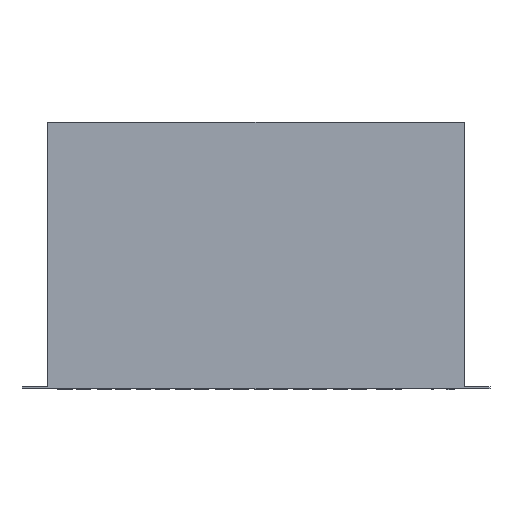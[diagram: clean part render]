
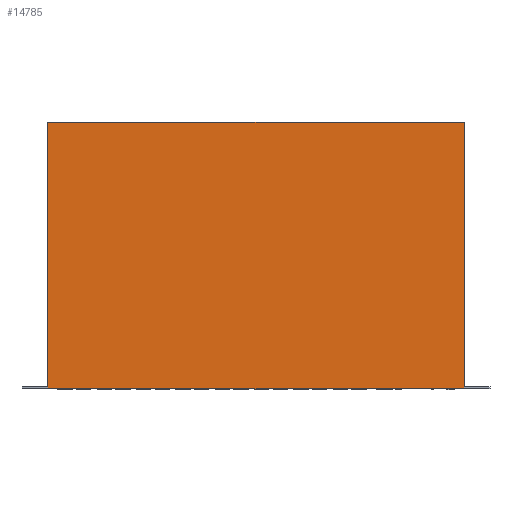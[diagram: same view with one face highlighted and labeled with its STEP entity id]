
A CAD part, front view. The second image highlights one B-rep face of the part: STEP entity #14785.
In plain terms, the highlighted planar face has unit normal (0, -1, 0).
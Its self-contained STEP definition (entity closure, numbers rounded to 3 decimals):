
#372 = VECTOR ( 'NONE', #4159, 1000. ) ;
#426 = CARTESIAN_POINT ( 'NONE',  ( 430., 0., 2. ) ) ;
#479 = CARTESIAN_POINT ( 'NONE',  ( 0., 0., 275. ) ) ;
#587 = CARTESIAN_POINT ( 'NONE',  ( 430., 0., 275. ) ) ;
#673 = LINE ( 'NONE', #587, #372 ) ;
#1292 = EDGE_CURVE ( 'NONE', #3560, #3758, #6007, .T. ) ;
#1395 = CARTESIAN_POINT ( 'NONE',  ( 430., 0., 275. ) ) ;
#2540 = DIRECTION ( 'NONE',  ( 0., 0., -1. ) ) ;
#3560 = VERTEX_POINT ( 'NONE', #3567 ) ;
#3567 = CARTESIAN_POINT ( 'NONE',  ( 0., 0., 0. ) ) ;
#3750 = ORIENTED_EDGE ( 'NONE', *, *, #14190, .F. ) ;
#3758 = VERTEX_POINT ( 'NONE', #6001 ) ;
#3823 = CARTESIAN_POINT ( 'NONE',  ( 430., 0., 275. ) ) ;
#4159 = DIRECTION ( 'NONE',  ( 0., 0., -1. ) ) ;
#4306 = EDGE_CURVE ( 'NONE', #16541, #10435, #14065, .T. ) ;
#4717 = DIRECTION ( 'NONE',  ( 0., 0., -1. ) ) ;
#4963 = VERTEX_POINT ( 'NONE', #426 ) ;
#4975 = DIRECTION ( 'NONE',  ( 0., 1., 0. ) ) ;
#5251 = ORIENTED_EDGE ( 'NONE', *, *, #1292, .T. ) ;
#5710 = VECTOR ( 'NONE', #4717, 1000. ) ;
#5732 = EDGE_CURVE ( 'NONE', #10435, #3560, #15911, .T. ) ;
#6001 = CARTESIAN_POINT ( 'NONE',  ( 430., 0., 0. ) ) ;
#6007 = LINE ( 'NONE', #8932, #16835 ) ;
#6013 = VECTOR ( 'NONE', #13890, 1000. ) ;
#7431 = EDGE_LOOP ( 'NONE', ( #5251, #3750, #10536, #10941, #10150, #12792 ) ) ;
#7633 = VECTOR ( 'NONE', #7825, 1000. ) ;
#7825 = DIRECTION ( 'NONE',  ( 0., 0., -1. ) ) ;
#7932 = LINE ( 'NONE', #13989, #6013 ) ;
#8588 = CARTESIAN_POINT ( 'NONE',  ( 0., 0., 275. ) ) ;
#8787 = CARTESIAN_POINT ( 'NONE',  ( 0., 0., 2. ) ) ;
#8932 = CARTESIAN_POINT ( 'NONE',  ( 0., 0., 0. ) ) ;
#9130 = DIRECTION ( 'NONE',  ( 1., 0., 0. ) ) ;
#9275 = FACE_OUTER_BOUND ( 'NONE', #7431, .T. ) ;
#10150 = ORIENTED_EDGE ( 'NONE', *, *, #4306, .T. ) ;
#10420 = VECTOR ( 'NONE', #2540, 1000. ) ;
#10435 = VERTEX_POINT ( 'NONE', #8787 ) ;
#10536 = ORIENTED_EDGE ( 'NONE', *, *, #13553, .F. ) ;
#10925 = DIRECTION ( 'NONE',  ( 0., 0., 1. ) ) ;
#10941 = ORIENTED_EDGE ( 'NONE', *, *, #14103, .F. ) ;
#12792 = ORIENTED_EDGE ( 'NONE', *, *, #5732, .T. ) ;
#13123 = VERTEX_POINT ( 'NONE', #3823 ) ;
#13316 = LINE ( 'NONE', #1395, #5710 ) ;
#13346 = CARTESIAN_POINT ( 'NONE',  ( 0., 0., 275. ) ) ;
#13553 = EDGE_CURVE ( 'NONE', #13123, #4963, #673, .T. ) ;
#13866 = PLANE ( 'NONE',  #16321 ) ;
#13890 = DIRECTION ( 'NONE',  ( 1., 0., 0. ) ) ;
#13989 = CARTESIAN_POINT ( 'NONE',  ( 0., 0., 275. ) ) ;
#14065 = LINE ( 'NONE', #18263, #7633 ) ;
#14103 = EDGE_CURVE ( 'NONE', #16541, #13123, #7932, .T. ) ;
#14190 = EDGE_CURVE ( 'NONE', #4963, #3758, #13316, .T. ) ;
#14785 = ADVANCED_FACE ( 'NONE', ( #9275 ), #13866, .F. ) ;
#15911 = LINE ( 'NONE', #8588, #10420 ) ;
#16321 = AXIS2_PLACEMENT_3D ( 'NONE', #479, #4975, #10925 ) ;
#16541 = VERTEX_POINT ( 'NONE', #13346 ) ;
#16835 = VECTOR ( 'NONE', #9130, 1000. ) ;
#18263 = CARTESIAN_POINT ( 'NONE',  ( 0., 0., 275. ) ) ;
